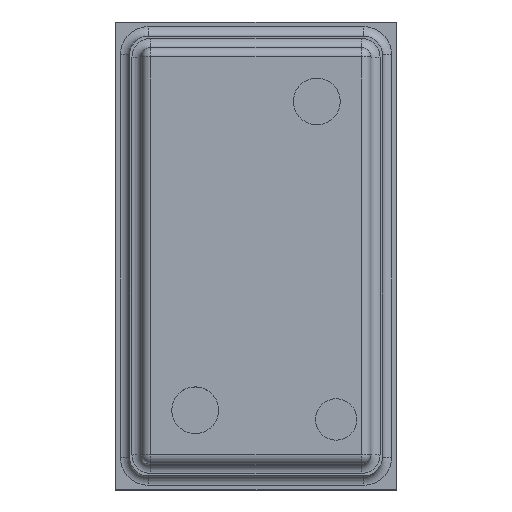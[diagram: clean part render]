
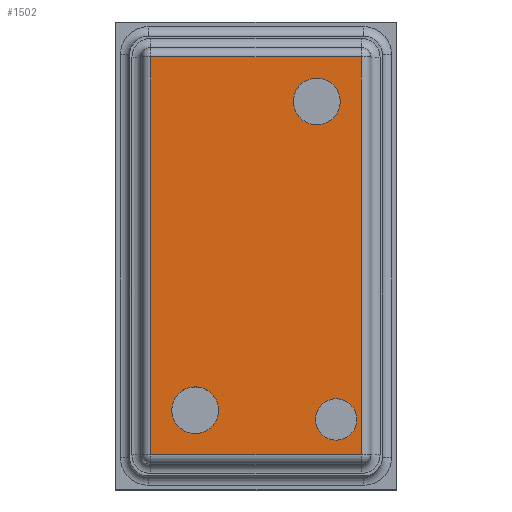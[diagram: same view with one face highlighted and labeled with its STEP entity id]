
A CAD part, top view. The second image highlights one B-rep face of the part: STEP entity #1502.
In plain terms, the highlighted planar face has unit normal (0, 0, 1).
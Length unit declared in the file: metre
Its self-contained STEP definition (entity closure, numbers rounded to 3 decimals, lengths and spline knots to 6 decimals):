
#159=LINE('',#2903,#303);
#161=LINE('',#2906,#305);
#164=LINE('',#2913,#308);
#167=LINE('',#2924,#311);
#303=VECTOR('',#2477,1.);
#305=VECTOR('',#2481,1.);
#308=VECTOR('',#2488,1.);
#311=VECTOR('',#2505,1.);
#712=ORIENTED_EDGE('',*,*,#891,.T.);
#713=ORIENTED_EDGE('',*,*,#903,.T.);
#714=ORIENTED_EDGE('',*,*,#897,.T.);
#715=ORIENTED_EDGE('',*,*,#893,.T.);
#716=ORIENTED_EDGE('',*,*,#926,.F.);
#717=ORIENTED_EDGE('',*,*,#927,.F.);
#718=ORIENTED_EDGE('',*,*,#928,.F.);
#891=EDGE_CURVE('',#1036,#1042,#159,.T.);
#893=EDGE_CURVE('',#1037,#1036,#161,.T.);
#897=EDGE_CURVE('',#1043,#1037,#164,.T.);
#903=EDGE_CURVE('',#1042,#1043,#167,.T.);
#926=EDGE_CURVE('',#1054,#1054,#1108,.T.);
#927=EDGE_CURVE('',#1055,#1055,#1109,.T.);
#928=EDGE_CURVE('',#1056,#1056,#1110,.T.);
#1036=VERTEX_POINT('',#2879);
#1037=VERTEX_POINT('',#2883);
#1042=VERTEX_POINT('',#2902);
#1043=VERTEX_POINT('',#2910);
#1054=VERTEX_POINT('',#2968);
#1055=VERTEX_POINT('',#2970);
#1056=VERTEX_POINT('',#2972);
#1108=CIRCLE('',#2143,0.000221);
#1109=CIRCLE('',#2144,0.00025);
#1110=CIRCLE('',#2145,0.00025);
#1190=EDGE_LOOP('',(#712,#713,#714,#715));
#1191=EDGE_LOOP('',(#716));
#1192=EDGE_LOOP('',(#717));
#1193=EDGE_LOOP('',(#718));
#1282=FACE_BOUND('',#1190,.T.);
#1283=FACE_BOUND('',#1191,.T.);
#1284=FACE_BOUND('',#1192,.T.);
#1285=FACE_BOUND('',#1193,.T.);
#1343=PLANE('',#2142);
#1502=ADVANCED_FACE('',(#1282,#1283,#1284,#1285),#1343,.T.);
#2142=AXIS2_PLACEMENT_3D('',#2966,#2551,#2552);
#2143=AXIS2_PLACEMENT_3D('',#2967,#2553,#2554);
#2144=AXIS2_PLACEMENT_3D('',#2969,#2555,#2556);
#2145=AXIS2_PLACEMENT_3D('',#2971,#2557,#2558);
#2477=DIRECTION('',(0.,1.,0.));
#2481=DIRECTION('',(1.,0.,0.));
#2488=DIRECTION('',(0.,-1.,0.));
#2505=DIRECTION('',(-1.,0.,0.));
#2551=DIRECTION('',(0.,0.,1.));
#2552=DIRECTION('',(-1.,0.,0.));
#2553=DIRECTION('',(0.,0.,1.));
#2554=DIRECTION('',(-1.,0.,0.));
#2555=DIRECTION('',(0.,0.,1.));
#2556=DIRECTION('',(-1.,0.,0.));
#2557=DIRECTION('',(0.,0.,1.));
#2558=DIRECTION('',(-1.,0.,0.));
#2879=CARTESIAN_POINT('',(0.001125,-0.002125,0.00115));
#2883=CARTESIAN_POINT('',(-0.001125,-0.002125,0.00115));
#2902=CARTESIAN_POINT('',(0.001125,0.002125,0.00115));
#2903=CARTESIAN_POINT('',(0.001125,0.002225,0.00115));
#2906=CARTESIAN_POINT('',(0.001225,-0.002125,0.00115));
#2910=CARTESIAN_POINT('',(-0.001125,0.002125,0.00115));
#2913=CARTESIAN_POINT('',(-0.001125,-0.002225,0.00115));
#2924=CARTESIAN_POINT('',(-0.001225,0.002125,0.00115));
#2966=CARTESIAN_POINT('',(0.,0.,0.00115));
#2967=CARTESIAN_POINT('',(0.000856,-0.001748,0.00115));
#2968=CARTESIAN_POINT('',(0.000635,-0.001748,0.00115));
#2969=CARTESIAN_POINT('',(0.00065,0.00165,0.00115));
#2970=CARTESIAN_POINT('',(0.0004,0.00165,0.00115));
#2971=CARTESIAN_POINT('',(-0.00065,-0.00165,0.00115));
#2972=CARTESIAN_POINT('',(-0.0009,-0.00165,0.00115));
